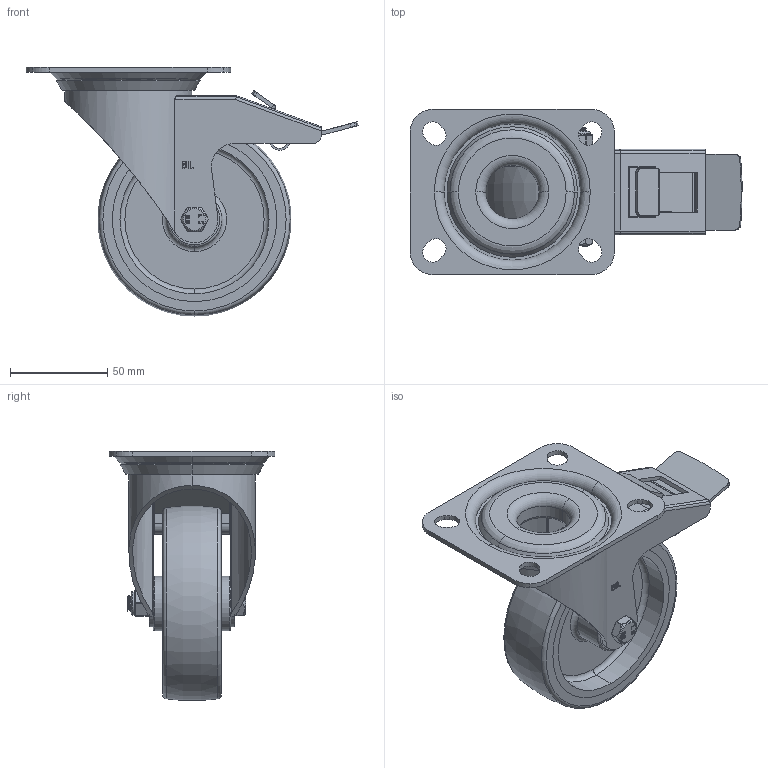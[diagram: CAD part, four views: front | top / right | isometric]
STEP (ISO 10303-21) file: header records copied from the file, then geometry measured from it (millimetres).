
FILE_DESCRIPTION(('STEP AP214'),'1');
FILE_NAME('BZMM100PNBSWB.STEP','2022-02-09T10:52:40',(' '),(' '),'Spatial InterOp 3D',' ',' ');
FILE_SCHEMA(('AUTOMOTIVE_DESIGN { 1 0 10303 214 1 1 1 1 }'));
Length unit declared in the file: metre
Products named in the file (27): ZINC PLATED, PRESSED STEEL TOP PLATE; ZINC PLATED, PRESSED STEEL TOP PLATE Geometry; BALL BEARINGS; Component1; BZMM100ASSWB; ZINC PLATED, PRESSED STEEL FORKS; BEARING SEAL; ZINC PLATED, PRESSED STEEL BRAKE PEDAL; BRAKE PAD; BZMM100PNBSWB; TUBEM12X40; ZINC PLATED STEEL TUBE; BZMM100WPNRB; POLYURETHANE TYRE; NYLON RIM; NYLON RIM Geometry; CAP; ROLLER BEARING; CAGE; Pattern; Component4; HEXBOLTM8X55Z8.8; GRADE 8.8 ZINC PLATED BOLT; NYLOC NUT; NUT; RUBBER; NYLOCM8Z
Assembly tree (56 placements, depth 5):
  BZMM100PNBSWB
    BZMM100ASSWB
      ZINC PLATED, PRESSED STEEL TOP PLATE
        ZINC PLATED, PRESSED STEEL TOP PLATE Geometry
        BALL BEARINGS
          Component1  x24
      ZINC PLATED, PRESSED STEEL FORKS
      BEARING SEAL
      ZINC PLATED, PRESSED STEEL BRAKE PEDAL
      BRAKE PAD
    TUBEM12X40
      ZINC PLATED STEEL TUBE
    BZMM100WPNRB
      POLYURETHANE TYRE
      NYLON RIM
        NYLON RIM Geometry
        CAP
      ROLLER BEARING
        CAGE
        Pattern
          Component4  x8
    HEXBOLTM8X55Z8.8
      GRADE 8.8 ZINC PLATED BOLT
    NYLOCM8Z
      NYLOC NUT
        NUT
        RUBBER
Bounding box: 170.42 x 85 x 127.89 mm (x, y, z)
Volume: 202421 mm3; surface area: 133099.5 mm2
Topology: 45 solids, 45 shells, 852 faces, 2238 edges, 1377 vertices
Faces by surface type: plane 350, cylinder 312, sphere 90, torus 48, extrusion 28, cone 14, bspline 10
Entity records: 33281 total; most frequent: CARTESIAN_POINT 12913, DIRECTION 4222, ORIENTED_EDGE 4056, EDGE_CURVE 2028, AXIS2_PLACEMENT_3D 1548, VERTEX_POINT 1289, VECTOR 1126, LINE 1098
